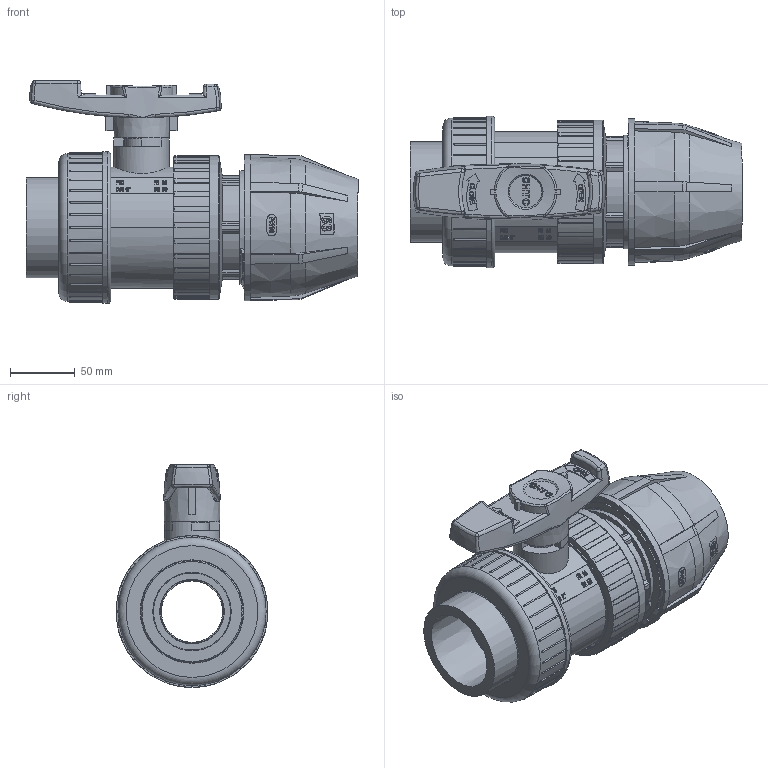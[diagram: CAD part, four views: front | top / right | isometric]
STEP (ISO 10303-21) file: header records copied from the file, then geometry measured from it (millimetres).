
FILE_DESCRIPTION(/* description */ (''),/* implementation_level */ '2;1');
FILE_NAME(/* name */ 'AK0916.063.063.step',/* time_stamp */ '2026-04-02T15:53:16+02:00',/* author */ (''),/* organization */ (''),/* preprocessor_version */ 'ST-DEVELOPER v20.1',/* originating_system */ 'Autodesk Translation Framework v14.24.0.0',/* authorisation */ '');
FILE_SCHEMA (('AUTOMOTIVE_DESIGN { 1 0 10303 214 3 1 1 }'));
Products named in the file (5): 2025-12-30-08-12-34-560; 2026-03-27-08-13-10-734; 2026-04-02-10-05-05-959; 2026-04-02-10-05-05-959_1; 2026-04-02-15-52-23-867
Assembly tree (4 placements, depth 4):
  2025-12-30-08-12-34-560
    2026-03-27-08-13-10-734
      2026-04-02-10-05-05-959
        2026-04-02-10-05-05-959_1
    2026-04-02-15-52-23-867
Bounding box: 256.69 x 117.44 x 172.41 mm (x, y, z)
Volume: 1308088.1 mm3; surface area: 435609.3 mm2
Topology: 21 solids, 21 shells, 1845 faces, 5014 edges, 3295 vertices
Faces by surface type: plane 747, bspline 543, cylinder 355, cone 90, torus 61, sphere 49
Full cylindrical faces by diameter (mm): 2.869 x1, 3.825 x1, 21.239 x4, 26.236 x3, 27.485 x1, 28.735 x2, 31.233 x1, 42.647 x1, 47.475 x1, 48.724 x2, 49.973 x3, 50 x1, 52 x1, 56.47 x3, 57.469 x1, 58.719 x3, 63.216 x3, 63.716 x1, 64.285 x1, 67.082 x1, 69 x1, 69.338 x1, 70.138 x3, 74.21 x3, 75 x1, 76.834 x1, 77.114 x2, 77.459 x1, 79.208 x1, 79.957 x1
Entity records: 99602 total; most frequent: CARTESIAN_POINT 55965, ORIENTED_EDGE 9946, DIRECTION 7683, EDGE_CURVE 4973, VERTEX_POINT 3295, AXIS2_PLACEMENT_3D 2700, LINE 2283, VECTOR 2283
